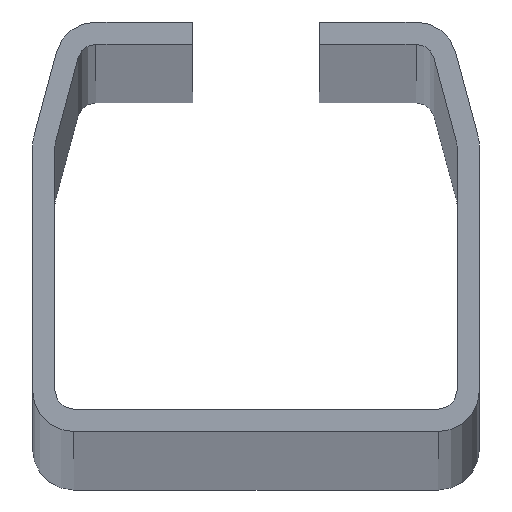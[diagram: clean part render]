
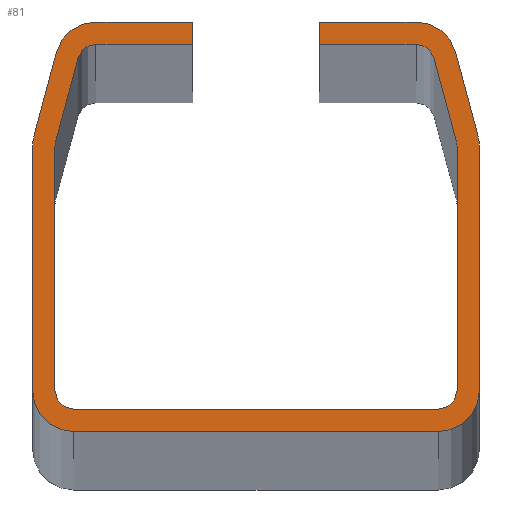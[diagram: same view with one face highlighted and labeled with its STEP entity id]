
A CAD part, top view. The second image highlights one B-rep face of the part: STEP entity #81.
In plain terms, the highlighted planar face has unit normal (0, 0, 1).
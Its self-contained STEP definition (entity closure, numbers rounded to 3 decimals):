
#81=ADVANCED_FACE('',(#279),#281,.T.);
#279=FACE_BOUND('',#280,.T.);
#280=EDGE_LOOP('',(#405,#406,#407,#408,#409,#410,#411,#412,#413,#414,#415,#416,#417,
#418,#419,#420,#421,#422,#423,#424,#425,#426,#427,#428,#429,#430,#431,#432));
#281=PLANE('',#282);
#282=AXIS2_PLACEMENT_3D('',#283,#284,#285);
#283=CARTESIAN_POINT('',(0.,0.,4500.));
#284=DIRECTION('',(0.,0.,1.));
#285=DIRECTION('',(1.,0.,0.));
#405=ORIENTED_EDGE('',*,*,#463,.T.);
#406=ORIENTED_EDGE('',*,*,#467,.T.);
#407=ORIENTED_EDGE('',*,*,#470,.T.);
#408=ORIENTED_EDGE('',*,*,#473,.T.);
#409=ORIENTED_EDGE('',*,*,#476,.T.);
#410=ORIENTED_EDGE('',*,*,#479,.T.);
#411=ORIENTED_EDGE('',*,*,#482,.T.);
#412=ORIENTED_EDGE('',*,*,#485,.T.);
#413=ORIENTED_EDGE('',*,*,#488,.T.);
#414=ORIENTED_EDGE('',*,*,#491,.T.);
#415=ORIENTED_EDGE('',*,*,#494,.T.);
#416=ORIENTED_EDGE('',*,*,#497,.T.);
#417=ORIENTED_EDGE('',*,*,#500,.T.);
#418=ORIENTED_EDGE('',*,*,#503,.T.);
#419=ORIENTED_EDGE('',*,*,#506,.T.);
#420=ORIENTED_EDGE('',*,*,#509,.T.);
#421=ORIENTED_EDGE('',*,*,#512,.T.);
#422=ORIENTED_EDGE('',*,*,#515,.T.);
#423=ORIENTED_EDGE('',*,*,#518,.T.);
#424=ORIENTED_EDGE('',*,*,#521,.T.);
#425=ORIENTED_EDGE('',*,*,#524,.T.);
#426=ORIENTED_EDGE('',*,*,#527,.T.);
#427=ORIENTED_EDGE('',*,*,#530,.T.);
#428=ORIENTED_EDGE('',*,*,#533,.T.);
#429=ORIENTED_EDGE('',*,*,#536,.T.);
#430=ORIENTED_EDGE('',*,*,#539,.T.);
#431=ORIENTED_EDGE('',*,*,#542,.T.);
#432=ORIENTED_EDGE('',*,*,#544,.T.);
#463=EDGE_CURVE('',#550,#548,#551,.T.);
#467=EDGE_CURVE('',#548,#555,#557,.T.);
#470=EDGE_CURVE('',#555,#560,#562,.T.);
#473=EDGE_CURVE('',#560,#565,#567,.T.);
#476=EDGE_CURVE('',#565,#570,#572,.T.);
#479=EDGE_CURVE('',#570,#575,#577,.T.);
#482=EDGE_CURVE('',#575,#580,#582,.T.);
#485=EDGE_CURVE('',#580,#585,#587,.T.);
#488=EDGE_CURVE('',#585,#590,#592,.T.);
#491=EDGE_CURVE('',#590,#595,#597,.T.);
#494=EDGE_CURVE('',#595,#600,#602,.T.);
#497=EDGE_CURVE('',#600,#605,#607,.T.);
#500=EDGE_CURVE('',#605,#610,#612,.T.);
#503=EDGE_CURVE('',#610,#615,#617,.T.);
#506=EDGE_CURVE('',#615,#620,#622,.T.);
#509=EDGE_CURVE('',#620,#625,#627,.T.);
#512=EDGE_CURVE('',#625,#630,#632,.T.);
#515=EDGE_CURVE('',#630,#635,#637,.T.);
#518=EDGE_CURVE('',#635,#640,#642,.T.);
#521=EDGE_CURVE('',#640,#645,#647,.T.);
#524=EDGE_CURVE('',#645,#650,#652,.T.);
#527=EDGE_CURVE('',#650,#655,#657,.T.);
#530=EDGE_CURVE('',#655,#660,#662,.T.);
#533=EDGE_CURVE('',#660,#665,#667,.T.);
#536=EDGE_CURVE('',#665,#670,#672,.T.);
#539=EDGE_CURVE('',#670,#675,#677,.T.);
#542=EDGE_CURVE('',#675,#680,#682,.T.);
#544=EDGE_CURVE('',#680,#550,#684,.T.);
#548=VERTEX_POINT('',#691);
#550=VERTEX_POINT('',#695);
#551=CIRCLE('',#696,2.5);
#555=VERTEX_POINT('',#707);
#557=LINE('',#711,#712);
#560=VERTEX_POINT('',#719);
#562=CIRCLE('',#723,2.5);
#565=VERTEX_POINT('',#731);
#567=LINE('',#735,#736);
#570=VERTEX_POINT('',#743);
#572=CIRCLE('',#747,2.5);
#575=VERTEX_POINT('',#755);
#577=LINE('',#759,#760);
#580=VERTEX_POINT('',#766);
#582=LINE('',#770,#771);
#585=VERTEX_POINT('',#777);
#587=LINE('',#781,#782);
#590=VERTEX_POINT('',#789);
#592=CIRCLE('',#793,5.5);
#595=VERTEX_POINT('',#801);
#597=LINE('',#805,#806);
#600=VERTEX_POINT('',#813);
#602=CIRCLE('',#817,5.5);
#605=VERTEX_POINT('',#825);
#607=LINE('',#829,#830);
#610=VERTEX_POINT('',#837);
#612=CIRCLE('',#841,5.5);
#615=VERTEX_POINT('',#849);
#617=LINE('',#853,#854);
#620=VERTEX_POINT('',#861);
#622=CIRCLE('',#865,5.5);
#625=VERTEX_POINT('',#873);
#627=LINE('',#877,#878);
#630=VERTEX_POINT('',#885);
#632=CIRCLE('',#889,5.5);
#635=VERTEX_POINT('',#897);
#637=LINE('',#901,#902);
#640=VERTEX_POINT('',#909);
#642=CIRCLE('',#913,5.5);
#645=VERTEX_POINT('',#921);
#647=LINE('',#925,#926);
#650=VERTEX_POINT('',#932);
#652=LINE('',#936,#937);
#655=VERTEX_POINT('',#943);
#657=LINE('',#947,#948);
#660=VERTEX_POINT('',#955);
#662=CIRCLE('',#959,2.5);
#665=VERTEX_POINT('',#967);
#667=LINE('',#971,#972);
#670=VERTEX_POINT('',#979);
#672=CIRCLE('',#983,2.5);
#675=VERTEX_POINT('',#991);
#677=LINE('',#995,#996);
#680=VERTEX_POINT('',#1003);
#682=CIRCLE('',#1007,2.5);
#684=LINE('',#1014,#1015);
#691=CARTESIAN_POINT('',(-27.,5.5,4500.));
#695=CARTESIAN_POINT('',(-24.5,3.,4500.));
#696=AXIS2_PLACEMENT_3D('',#697,#698,#699);
#697=CARTESIAN_POINT('',(-24.5,5.5,4500.));
#698=DIRECTION('',(0.,0.,-1.));
#699=DIRECTION('',(0.,-1.,0.));
#707=CARTESIAN_POINT('',(-27.,38.304,4500.));
#711=CARTESIAN_POINT('',(-27.,5.5,4500.));
#712=VECTOR('',#713,1.);
#713=DIRECTION('',(0.,1.,0.));
#719=CARTESIAN_POINT('',(-26.915,38.951,4500.));
#723=AXIS2_PLACEMENT_3D('',#724,#725,#726);
#724=CARTESIAN_POINT('',(-24.5,38.304,4500.));
#725=DIRECTION('',(0.,0.,-1.));
#726=DIRECTION('',(-1.,0.,0.));
#731=CARTESIAN_POINT('',(-23.915,50.147,4500.));
#735=CARTESIAN_POINT('',(-26.915,38.951,4500.));
#736=VECTOR('',#737,1.);
#737=DIRECTION('',(0.259,0.966,0.));
#743=CARTESIAN_POINT('',(-21.5,52.,4500.));
#747=AXIS2_PLACEMENT_3D('',#748,#749,#750);
#748=CARTESIAN_POINT('',(-21.5,49.5,4500.));
#749=DIRECTION('',(0.,0.,-1.));
#750=DIRECTION('',(-0.966,0.259,0.));
#755=CARTESIAN_POINT('',(-8.5,52.,4500.));
#759=CARTESIAN_POINT('',(-21.5,52.,4500.));
#760=VECTOR('',#761,1.);
#761=DIRECTION('',(1.,0.,0.));
#766=CARTESIAN_POINT('',(-8.5,55.,4500.));
#770=CARTESIAN_POINT('',(-8.5,52.,4500.));
#771=VECTOR('',#772,1.);
#772=DIRECTION('',(0.,1.,0.));
#777=CARTESIAN_POINT('',(-21.5,55.,4500.));
#781=CARTESIAN_POINT('',(-8.5,55.,4500.));
#782=VECTOR('',#783,1.);
#783=DIRECTION('',(-1.,0.,0.));
#789=CARTESIAN_POINT('',(-26.813,50.924,4500.));
#793=AXIS2_PLACEMENT_3D('',#794,#795,#796);
#794=CARTESIAN_POINT('',(-21.5,49.5,4500.));
#795=DIRECTION('',(0.,0.,1.));
#796=DIRECTION('',(0.,1.,0.));
#801=CARTESIAN_POINT('',(-29.813,39.727,4500.));
#805=CARTESIAN_POINT('',(-26.813,50.924,4500.));
#806=VECTOR('',#807,1.);
#807=DIRECTION('',(-0.259,-0.966,0.));
#813=CARTESIAN_POINT('',(-30.,38.304,4500.));
#817=AXIS2_PLACEMENT_3D('',#818,#819,#820);
#818=CARTESIAN_POINT('',(-24.5,38.304,4500.));
#819=DIRECTION('',(0.,0.,1.));
#820=DIRECTION('',(-0.966,0.259,0.));
#825=CARTESIAN_POINT('',(-30.,5.5,4500.));
#829=CARTESIAN_POINT('',(-30.,38.304,4500.));
#830=VECTOR('',#831,1.);
#831=DIRECTION('',(0.,-1.,0.));
#837=CARTESIAN_POINT('',(-24.5,0.,4500.));
#841=AXIS2_PLACEMENT_3D('',#842,#843,#844);
#842=CARTESIAN_POINT('',(-24.5,5.5,4500.));
#843=DIRECTION('',(0.,0.,1.));
#844=DIRECTION('',(-1.,0.,0.));
#849=CARTESIAN_POINT('',(24.5,0.,4500.));
#853=CARTESIAN_POINT('',(-24.5,0.,4500.));
#854=VECTOR('',#855,1.);
#855=DIRECTION('',(1.,0.,0.));
#861=CARTESIAN_POINT('',(30.,5.5,4500.));
#865=AXIS2_PLACEMENT_3D('',#866,#867,#868);
#866=CARTESIAN_POINT('',(24.5,5.5,4500.));
#867=DIRECTION('',(0.,0.,1.));
#868=DIRECTION('',(0.,-1.,0.));
#873=CARTESIAN_POINT('',(30.,38.304,4500.));
#877=CARTESIAN_POINT('',(30.,5.5,4500.));
#878=VECTOR('',#879,1.);
#879=DIRECTION('',(0.,1.,0.));
#885=CARTESIAN_POINT('',(29.813,39.727,4500.));
#889=AXIS2_PLACEMENT_3D('',#890,#891,#892);
#890=CARTESIAN_POINT('',(24.5,38.304,4500.));
#891=DIRECTION('',(0.,0.,1.));
#892=DIRECTION('',(1.,0.,0.));
#897=CARTESIAN_POINT('',(26.813,50.924,4500.));
#901=CARTESIAN_POINT('',(29.813,39.727,4500.));
#902=VECTOR('',#903,1.);
#903=DIRECTION('',(-0.259,0.966,0.));
#909=CARTESIAN_POINT('',(21.5,55.,4500.));
#913=AXIS2_PLACEMENT_3D('',#914,#915,#916);
#914=CARTESIAN_POINT('',(21.5,49.5,4500.));
#915=DIRECTION('',(0.,0.,1.));
#916=DIRECTION('',(0.966,0.259,0.));
#921=CARTESIAN_POINT('',(8.5,55.,4500.));
#925=CARTESIAN_POINT('',(21.5,55.,4500.));
#926=VECTOR('',#927,1.);
#927=DIRECTION('',(-1.,0.,0.));
#932=CARTESIAN_POINT('',(8.5,52.,4500.));
#936=CARTESIAN_POINT('',(8.5,55.,4500.));
#937=VECTOR('',#938,1.);
#938=DIRECTION('',(0.,-1.,0.));
#943=CARTESIAN_POINT('',(21.5,52.,4500.));
#947=CARTESIAN_POINT('',(8.5,52.,4500.));
#948=VECTOR('',#949,1.);
#949=DIRECTION('',(1.,0.,0.));
#955=CARTESIAN_POINT('',(23.915,50.147,4500.));
#959=AXIS2_PLACEMENT_3D('',#960,#961,#962);
#960=CARTESIAN_POINT('',(21.5,49.5,4500.));
#961=DIRECTION('',(0.,0.,-1.));
#962=DIRECTION('',(0.,1.,0.));
#967=CARTESIAN_POINT('',(26.915,38.951,4500.));
#971=CARTESIAN_POINT('',(23.915,50.147,4500.));
#972=VECTOR('',#973,1.);
#973=DIRECTION('',(0.259,-0.966,0.));
#979=CARTESIAN_POINT('',(27.,38.304,4500.));
#983=AXIS2_PLACEMENT_3D('',#984,#985,#986);
#984=CARTESIAN_POINT('',(24.5,38.304,4500.));
#985=DIRECTION('',(0.,0.,-1.));
#986=DIRECTION('',(0.966,0.259,0.));
#991=CARTESIAN_POINT('',(27.,5.5,4500.));
#995=CARTESIAN_POINT('',(27.,38.304,4500.));
#996=VECTOR('',#997,1.);
#997=DIRECTION('',(0.,-1.,0.));
#1003=CARTESIAN_POINT('',(24.5,3.,4500.));
#1007=AXIS2_PLACEMENT_3D('',#1008,#1009,#1010);
#1008=CARTESIAN_POINT('',(24.5,5.5,4500.));
#1009=DIRECTION('',(0.,0.,-1.));
#1010=DIRECTION('',(1.,0.,0.));
#1014=CARTESIAN_POINT('',(24.5,3.,4500.));
#1015=VECTOR('',#1016,1.);
#1016=DIRECTION('',(-1.,0.,0.));
